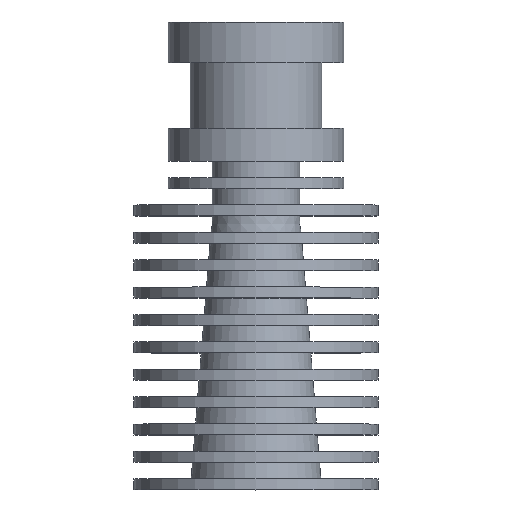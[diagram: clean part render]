
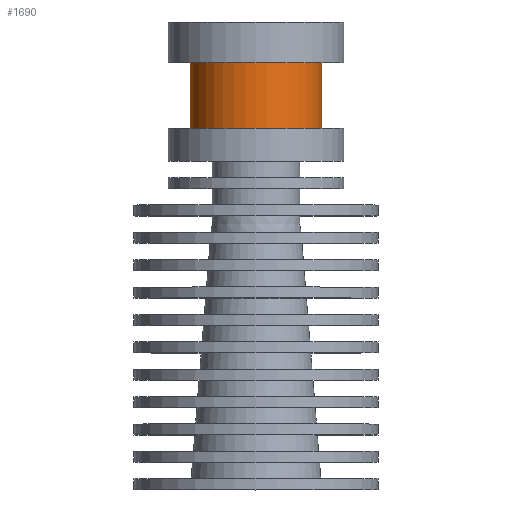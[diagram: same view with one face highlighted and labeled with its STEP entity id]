
A CAD part, top view. The second image highlights one B-rep face of the part: STEP entity #1690.
In plain terms, the highlighted cylindrical face has radius 6 mm (diameter 12 mm), a full revolution.
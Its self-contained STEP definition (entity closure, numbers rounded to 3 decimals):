
#106=CIRCLE('',#1821,6.);
#107=CIRCLE('',#1822,6.);
#108=CIRCLE('',#1824,6.);
#109=CIRCLE('',#1825,6.);
#255=FACE_OUTER_BOUND('',#356,.T.);
#356=EDGE_LOOP('',(#1325,#1326,#1327,#1328,#1329,#1330));
#542=LINE('',#4866,#608);
#608=VECTOR('',#2157,6.);
#717=VERTEX_POINT('',#4857);
#718=VERTEX_POINT('',#4858);
#719=VERTEX_POINT('',#4862);
#720=VERTEX_POINT('',#4863);
#947=EDGE_CURVE('',#717,#718,#106,.T.);
#948=EDGE_CURVE('',#718,#717,#107,.T.);
#949=EDGE_CURVE('',#719,#720,#108,.T.);
#950=EDGE_CURVE('',#720,#719,#109,.T.);
#951=EDGE_CURVE('',#720,#718,#542,.T.);
#1325=ORIENTED_EDGE('',*,*,#949,.F.);
#1326=ORIENTED_EDGE('',*,*,#950,.F.);
#1327=ORIENTED_EDGE('',*,*,#951,.T.);
#1328=ORIENTED_EDGE('',*,*,#948,.T.);
#1329=ORIENTED_EDGE('',*,*,#947,.T.);
#1330=ORIENTED_EDGE('',*,*,#951,.F.);
#1627=CYLINDRICAL_SURFACE('',#1823,6.);
#1690=ADVANCED_FACE('',(#255),#1627,.T.);
#1821=AXIS2_PLACEMENT_3D('',#4859,#2147,#2148);
#1822=AXIS2_PLACEMENT_3D('',#4860,#2149,#2150);
#1823=AXIS2_PLACEMENT_3D('',#4861,#2151,#2152);
#1824=AXIS2_PLACEMENT_3D('',#4864,#2153,#2154);
#1825=AXIS2_PLACEMENT_3D('',#4865,#2155,#2156);
#2147=DIRECTION('center_axis',(0.,1.,0.));
#2148=DIRECTION('ref_axis',(1.,0.,0.));
#2149=DIRECTION('center_axis',(0.,1.,0.));
#2150=DIRECTION('ref_axis',(1.,0.,0.));
#2151=DIRECTION('center_axis',(0.,1.,0.));
#2152=DIRECTION('ref_axis',(0.,0.,1.));
#2153=DIRECTION('center_axis',(0.,1.,0.));
#2154=DIRECTION('ref_axis',(1.,0.,0.));
#2155=DIRECTION('center_axis',(0.,1.,0.));
#2156=DIRECTION('ref_axis',(1.,0.,0.));
#2157=DIRECTION('',(0.,-1.,0.));
#4857=CARTESIAN_POINT('',(0.,33.,6.));
#4858=CARTESIAN_POINT('',(0.,33.,-6.));
#4859=CARTESIAN_POINT('Origin',(0.,33.,0.));
#4860=CARTESIAN_POINT('Origin',(0.,33.,0.));
#4861=CARTESIAN_POINT('Origin',(0.,36.,0.));
#4862=CARTESIAN_POINT('',(0.,39.,6.));
#4863=CARTESIAN_POINT('',(0.,39.,-6.));
#4864=CARTESIAN_POINT('Origin',(0.,39.,0.));
#4865=CARTESIAN_POINT('Origin',(0.,39.,0.));
#4866=CARTESIAN_POINT('',(0.,36.,-6.));
